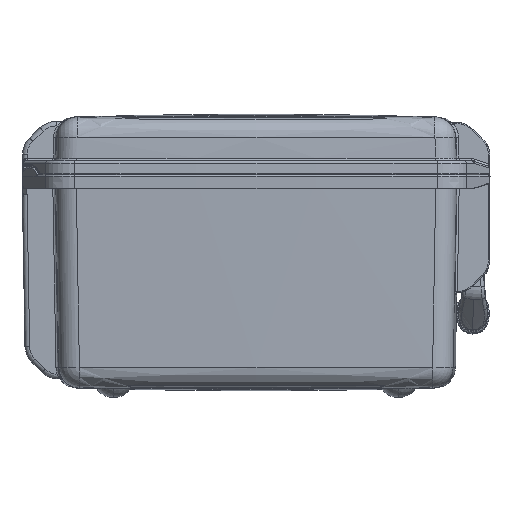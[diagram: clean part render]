
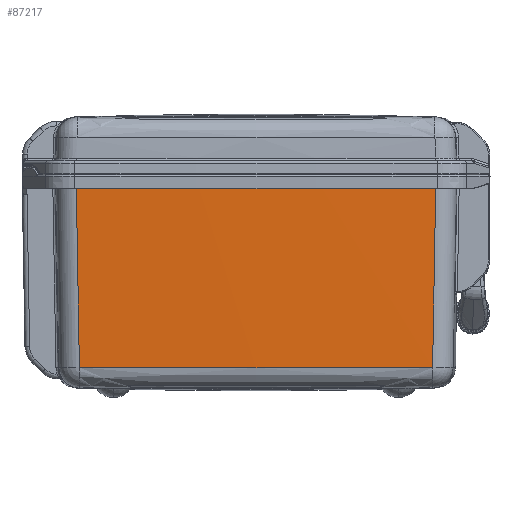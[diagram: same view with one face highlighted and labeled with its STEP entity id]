
A CAD part, left-side view. The second image highlights one B-rep face of the part: STEP entity #87217.
In plain terms, the highlighted conical face has half-angle 1 degrees and reference radius 5921.61 mm.
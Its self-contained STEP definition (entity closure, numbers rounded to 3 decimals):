
#4636 = CARTESIAN_POINT ( 'NONE',  ( -217.415, -153.236, -63.12 ) ) ;
#9965 = VERTEX_POINT ( 'NONE', #94425 ) ;
#14516 = CARTESIAN_POINT ( 'NONE',  ( -217.614, 12.625, -165.342 ) ) ;
#17883 = EDGE_LOOP ( 'NONE', ( #221139, #18515, #157621, #187328, #193571 ) ) ;
#18515 = ORIENTED_EDGE ( 'NONE', *, *, #120815, .F. ) ;
#23061 = CARTESIAN_POINT ( 'NONE',  ( -216.497, -152.31, -117.105 ) ) ;
#24431 = CARTESIAN_POINT ( 'NONE',  ( -217.292, -75.755, -165.271 ) ) ;
#33358 = B_SPLINE_CURVE_WITH_KNOTS ( 'NONE', 3,
 ( #61826, #152976, #206047, #149577 ),
 .UNSPECIFIED., .F., .F.,
 ( 4, 4 ),
 ( 0., 1. ),
 .UNSPECIFIED. ) ;
#35595 = CARTESIAN_POINT ( 'NONE',  ( -218.438, 154.266, -3. ) ) ;
#36927 = CIRCLE ( 'NONE', #213829, 5923.031 ) ;
#50031 = CARTESIAN_POINT ( 'NONE',  ( 5702.583, 0., -84.169 ) ) ;
#51546 = B_SPLINE_CURVE_WITH_KNOTS ( 'NONE', 3,
 ( #125807, #23061, #4636, #216883 ),
 .UNSPECIFIED., .F., .F.,
 ( 4, 4 ),
 ( 0., 1. ),
 .UNSPECIFIED. ) ;
#60164 = CARTESIAN_POINT ( 'NONE',  ( -215.682, -151.49, -164.957 ) ) ;
#61578 = CARTESIAN_POINT ( 'NONE',  ( 5702.583, 0., -3. ) ) ;
#61826 = CARTESIAN_POINT ( 'NONE',  ( -218.438, 154.266, -3. ) ) ;
#70384 = VERTEX_POINT ( 'NONE', #159409 ) ;
#71399 = VERTEX_POINT ( 'NONE', #211106 ) ;
#77692 = EDGE_CURVE ( 'NONE', #71399, #149832, #153873, .T. ) ;
#83776 = EDGE_CURVE ( 'NONE', #70384, #71399, #109111, .T. ) ;
#87217 = ADVANCED_FACE ( 'NONE', ( #174681 ), #96077, .T. ) ;
#94425 = CARTESIAN_POINT ( 'NONE',  ( -218.438, -154.266, -3. ) ) ;
#96077 = CONICAL_SURFACE ( 'NONE', #144040, 5921.614, 0.017 ) ;
#103382 = CARTESIAN_POINT ( 'NONE',  ( -217.051, 88.377, -165.219 ) ) ;
#104515 = CARTESIAN_POINT ( 'NONE',  ( -217.533, 37.876, -165.329 ) ) ;
#109111 = B_SPLINE_CURVE_WITH_KNOTS ( 'NONE', 3,
 ( #154161, #121827, #103382, #104515, #14516, #223354 ),
 .UNSPECIFIED., .F., .F.,
 ( 4, 1, 1, 4 ),
 ( 0., 0.5, 0.75, 1. ),
 .UNSPECIFIED. ) ;
#120815 = EDGE_CURVE ( 'NONE', #124112, #9965, #36927, .T. ) ;
#121827 = CARTESIAN_POINT ( 'NONE',  ( -216.326, 126.246, -165.073 ) ) ;
#124112 = VERTEX_POINT ( 'NONE', #35595 ) ;
#125807 = CARTESIAN_POINT ( 'NONE',  ( -215.682, -151.49, -164.957 ) ) ;
#130593 = CARTESIAN_POINT ( 'NONE',  ( -217.614, 0., -165.342 ) ) ;
#131188 = EDGE_CURVE ( 'NONE', #124112, #70384, #33358, .T. ) ;
#133414 = CARTESIAN_POINT ( 'NONE',  ( -215.682, -151.49, -164.957 ) ) ;
#134278 = DIRECTION ( 'NONE',  ( -1., 0.026, 0. ) ) ;
#144040 = AXIS2_PLACEMENT_3D ( 'NONE', #50031, #190867, #157343 ) ;
#149577 = CARTESIAN_POINT ( 'NONE',  ( -215.682, 151.49, -164.957 ) ) ;
#149832 = VERTEX_POINT ( 'NONE', #133414 ) ;
#150136 = CARTESIAN_POINT ( 'NONE',  ( -217.614, -25.251, -165.342 ) ) ;
#152976 = CARTESIAN_POINT ( 'NONE',  ( -217.433, 153.253, -62.099 ) ) ;
#153873 = B_SPLINE_CURVE_WITH_KNOTS ( 'NONE', 3,
 ( #130593, #150136, #24431, #218260, #60164 ),
 .UNSPECIFIED., .F., .F.,
 ( 4, 1, 4 ),
 ( 0., 0.5, 1. ),
 .UNSPECIFIED. ) ;
#154161 = CARTESIAN_POINT ( 'NONE',  ( -215.682, 151.49, -164.957 ) ) ;
#157343 = DIRECTION ( 'NONE',  ( 1., 0., 0. ) ) ;
#157621 = ORIENTED_EDGE ( 'NONE', *, *, #131188, .T. ) ;
#159409 = CARTESIAN_POINT ( 'NONE',  ( -215.682, 151.49, -164.957 ) ) ;
#174681 = FACE_OUTER_BOUND ( 'NONE', #17883, .T. ) ;
#183987 = DIRECTION ( 'NONE',  ( 0., 0., 1. ) ) ;
#187328 = ORIENTED_EDGE ( 'NONE', *, *, #83776, .T. ) ;
#190867 = DIRECTION ( 'NONE',  ( 0., 0., 1. ) ) ;
#193571 = ORIENTED_EDGE ( 'NONE', *, *, #77692, .T. ) ;
#206047 = CARTESIAN_POINT ( 'NONE',  ( -216.514, 152.328, -116.085 ) ) ;
#211106 = CARTESIAN_POINT ( 'NONE',  ( -217.614, 0., -165.342 ) ) ;
#213829 = AXIS2_PLACEMENT_3D ( 'NONE', #61578, #183987, #134278 ) ;
#216883 = CARTESIAN_POINT ( 'NONE',  ( -218.438, -154.266, -3. ) ) ;
#218260 = CARTESIAN_POINT ( 'NONE',  ( -216.326, -126.246, -165.073 ) ) ;
#221139 = ORIENTED_EDGE ( 'NONE', *, *, #221224, .T. ) ;
#221224 = EDGE_CURVE ( 'NONE', #149832, #9965, #51546, .T. ) ;
#223354 = CARTESIAN_POINT ( 'NONE',  ( -217.614, 0., -165.342 ) ) ;
